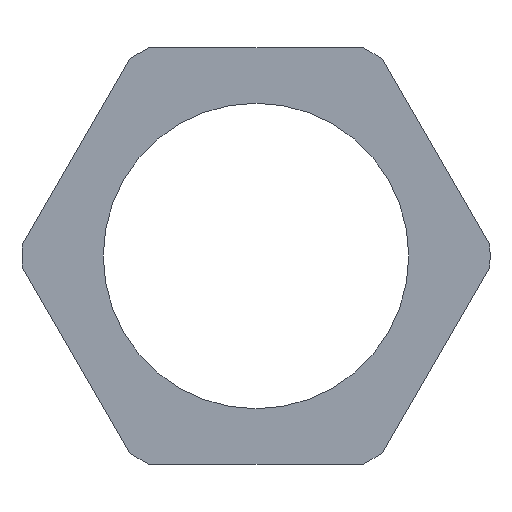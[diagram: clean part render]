
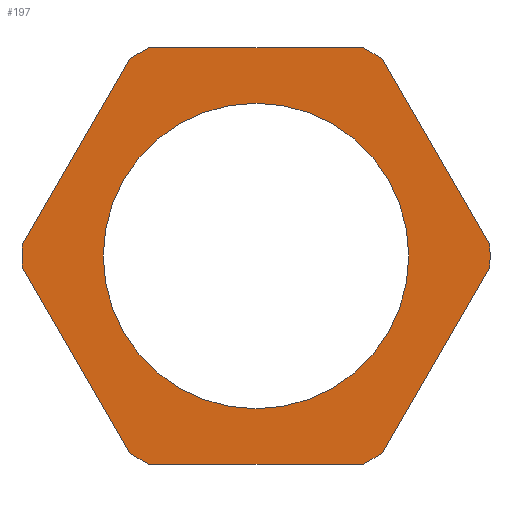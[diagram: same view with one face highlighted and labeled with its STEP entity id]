
A CAD part, front view. The second image highlights one B-rep face of the part: STEP entity #197.
In plain terms, the highlighted planar face has unit normal (0, -1, 0).
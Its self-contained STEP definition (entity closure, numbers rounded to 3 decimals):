
#5 = ORIENTED_EDGE ( 'NONE', *, *, #256, .T. ) ;
#11 = LINE ( 'NONE', #490, #186 ) ;
#15 = CARTESIAN_POINT ( 'NONE',  ( 0., -3.25, 0. ) ) ;
#17 = VERTEX_POINT ( 'NONE', #536 ) ;
#18 = CARTESIAN_POINT ( 'NONE',  ( -8.246, -3.25, 16. ) ) ;
#32 = VERTEX_POINT ( 'NONE', #527 ) ;
#41 = VECTOR ( 'NONE', #510, 1000. ) ;
#44 = EDGE_CURVE ( 'NONE', #514, #443, #255, .T. ) ;
#45 = CARTESIAN_POINT ( 'NONE',  ( 9.238, -3.25, -16. ) ) ;
#52 = EDGE_CURVE ( 'NONE', #17, #552, #361, .T. ) ;
#53 = CARTESIAN_POINT ( 'NONE',  ( 17.98, -3.25, -0.859 ) ) ;
#54 = CARTESIAN_POINT ( 'NONE',  ( 0., -3.25, 0. ) ) ;
#56 = FACE_OUTER_BOUND ( 'NONE', #100, .T. ) ;
#64 = ORIENTED_EDGE ( 'NONE', *, *, #306, .F. ) ;
#75 = VERTEX_POINT ( 'NONE', #388 ) ;
#77 = EDGE_CURVE ( 'NONE', #445, #85, #94, .T. ) ;
#83 = PLANE ( 'NONE',  #101 ) ;
#85 = VERTEX_POINT ( 'NONE', #258 ) ;
#94 = CIRCLE ( 'NONE', #371, 18. ) ;
#100 = EDGE_LOOP ( 'NONE', ( #404, #286, #5, #430, #505, #152, #130, #376, #455, #346, #383, #64 ) ) ;
#101 = AXIS2_PLACEMENT_3D ( 'NONE', #109, #218, #444 ) ;
#109 = CARTESIAN_POINT ( 'NONE',  ( 0., -3.25, 0. ) ) ;
#112 = CARTESIAN_POINT ( 'NONE',  ( -9.238, -3.25, -16. ) ) ;
#113 = VERTEX_POINT ( 'NONE', #53 ) ;
#116 = VECTOR ( 'NONE', #131, 1000. ) ;
#130 = ORIENTED_EDGE ( 'NONE', *, *, #341, .T. ) ;
#131 = DIRECTION ( 'NONE',  ( 0.5, 0., -0.866 ) ) ;
#141 = CIRCLE ( 'NONE', #219, 18. ) ;
#144 = CARTESIAN_POINT ( 'NONE',  ( 9.238, -3.25, 16. ) ) ;
#146 = EDGE_CURVE ( 'NONE', #113, #75, #488, .T. ) ;
#152 = ORIENTED_EDGE ( 'NONE', *, *, #251, .F. ) ;
#153 = DIRECTION ( 'NONE',  ( 0., -1., 0. ) ) ;
#155 = EDGE_CURVE ( 'NONE', #552, #17, #506, .T. ) ;
#160 = LINE ( 'NONE', #45, #198 ) ;
#163 = CARTESIAN_POINT ( 'NONE',  ( 0., -3.25, 0. ) ) ;
#176 = CIRCLE ( 'NONE', #342, 18. ) ;
#177 = AXIS2_PLACEMENT_3D ( 'NONE', #234, #359, #482 ) ;
#186 = VECTOR ( 'NONE', #400, 1000. ) ;
#192 = LINE ( 'NONE', #112, #481 ) ;
#197 = ADVANCED_FACE ( 'NONE', ( #458, #56 ), #83, .F. ) ;
#198 = VECTOR ( 'NONE', #331, 1000. ) ;
#210 = DIRECTION ( 'NONE',  ( -0.5, 0., -0.866 ) ) ;
#218 = DIRECTION ( 'NONE',  ( 0., 1., 0. ) ) ;
#219 = AXIS2_PLACEMENT_3D ( 'NONE', #54, #421, #550 ) ;
#228 = AXIS2_PLACEMENT_3D ( 'NONE', #15, #153, #349 ) ;
#230 = LINE ( 'NONE', #315, #41 ) ;
#234 = CARTESIAN_POINT ( 'NONE',  ( 0., -3.25, 0. ) ) ;
#239 = CIRCLE ( 'NONE', #452, 18. ) ;
#242 = AXIS2_PLACEMENT_3D ( 'NONE', #302, #330, #329 ) ;
#248 = VERTEX_POINT ( 'NONE', #373 ) ;
#249 = VERTEX_POINT ( 'NONE', #513 ) ;
#251 = EDGE_CURVE ( 'NONE', #419, #85, #160, .T. ) ;
#255 = CIRCLE ( 'NONE', #228, 18. ) ;
#256 = EDGE_CURVE ( 'NONE', #32, #248, #141, .T. ) ;
#258 = CARTESIAN_POINT ( 'NONE',  ( -8.246, -3.25, -16. ) ) ;
#276 = CARTESIAN_POINT ( 'NONE',  ( 0., -3.25, 11.75 ) ) ;
#277 = DIRECTION ( 'NONE',  ( -0.5, 0., 0.866 ) ) ;
#278 = CARTESIAN_POINT ( 'NONE',  ( 9.733, -3.25, 15.141 ) ) ;
#286 = ORIENTED_EDGE ( 'NONE', *, *, #442, .F. ) ;
#294 = CARTESIAN_POINT ( 'NONE',  ( 8.246, -3.25, 16. ) ) ;
#301 = DIRECTION ( 'NONE',  ( 0., 0., 1. ) ) ;
#302 = CARTESIAN_POINT ( 'NONE',  ( 0., -3.25, 0. ) ) ;
#306 = EDGE_CURVE ( 'NONE', #480, #443, #11, .T. ) ;
#313 = CIRCLE ( 'NONE', #242, 18. ) ;
#315 = CARTESIAN_POINT ( 'NONE',  ( -18.475, -3.25, 0. ) ) ;
#320 = CARTESIAN_POINT ( 'NONE',  ( -9.733, -3.25, -15.141 ) ) ;
#329 = DIRECTION ( 'NONE',  ( 0., 0., 1. ) ) ;
#330 = DIRECTION ( 'NONE',  ( 0., -1., 0. ) ) ;
#331 = DIRECTION ( 'NONE',  ( -1., 0., 0. ) ) ;
#338 = CARTESIAN_POINT ( 'NONE',  ( 18.475, -3.25, 0. ) ) ;
#341 = EDGE_CURVE ( 'NONE', #419, #75, #239, .T. ) ;
#342 = AXIS2_PLACEMENT_3D ( 'NONE', #437, #439, #523 ) ;
#346 = ORIENTED_EDGE ( 'NONE', *, *, #530, .F. ) ;
#349 = DIRECTION ( 'NONE',  ( 0., 0., 1. ) ) ;
#359 = DIRECTION ( 'NONE',  ( 0., 1., 0. ) ) ;
#361 = CIRCLE ( 'NONE', #385, 11.75 ) ;
#363 = EDGE_CURVE ( 'NONE', #480, #435, #176, .T. ) ;
#368 = CARTESIAN_POINT ( 'NONE',  ( -9.733, -3.25, 15.141 ) ) ;
#371 = AXIS2_PLACEMENT_3D ( 'NONE', #163, #389, #517 ) ;
#373 = CARTESIAN_POINT ( 'NONE',  ( -17.98, -3.25, -0.859 ) ) ;
#375 = ORIENTED_EDGE ( 'NONE', *, *, #155, .T. ) ;
#376 = ORIENTED_EDGE ( 'NONE', *, *, #146, .F. ) ;
#383 = ORIENTED_EDGE ( 'NONE', *, *, #44, .T. ) ;
#385 = AXIS2_PLACEMENT_3D ( 'NONE', #416, #494, #301 ) ;
#388 = CARTESIAN_POINT ( 'NONE',  ( 9.733, -3.25, -15.141 ) ) ;
#389 = DIRECTION ( 'NONE',  ( 0., -1., 0. ) ) ;
#400 = DIRECTION ( 'NONE',  ( 1., 0., 0. ) ) ;
#404 = ORIENTED_EDGE ( 'NONE', *, *, #363, .T. ) ;
#414 = EDGE_CURVE ( 'NONE', #113, #249, #313, .T. ) ;
#416 = CARTESIAN_POINT ( 'NONE',  ( 0., -3.25, 0. ) ) ;
#419 = VERTEX_POINT ( 'NONE', #524 ) ;
#421 = DIRECTION ( 'NONE',  ( 0., -1., 0. ) ) ;
#430 = ORIENTED_EDGE ( 'NONE', *, *, #546, .F. ) ;
#435 = VERTEX_POINT ( 'NONE', #368 ) ;
#437 = CARTESIAN_POINT ( 'NONE',  ( 0., -3.25, 0. ) ) ;
#439 = DIRECTION ( 'NONE',  ( 0., -1., 0. ) ) ;
#442 = EDGE_CURVE ( 'NONE', #32, #435, #230, .T. ) ;
#443 = VERTEX_POINT ( 'NONE', #294 ) ;
#444 = DIRECTION ( 'NONE',  ( 0., 0., 1. ) ) ;
#445 = VERTEX_POINT ( 'NONE', #320 ) ;
#449 = EDGE_LOOP ( 'NONE', ( #375, #457 ) ) ;
#452 = AXIS2_PLACEMENT_3D ( 'NONE', #498, #499, #542 ) ;
#455 = ORIENTED_EDGE ( 'NONE', *, *, #414, .T. ) ;
#457 = ORIENTED_EDGE ( 'NONE', *, *, #52, .T. ) ;
#458 = FACE_BOUND ( 'NONE', #449, .T. ) ;
#476 = VECTOR ( 'NONE', #210, 1000. ) ;
#480 = VERTEX_POINT ( 'NONE', #18 ) ;
#481 = VECTOR ( 'NONE', #277, 1000. ) ;
#482 = DIRECTION ( 'NONE',  ( 0., 0., 1. ) ) ;
#488 = LINE ( 'NONE', #338, #476 ) ;
#490 = CARTESIAN_POINT ( 'NONE',  ( -9.238, -3.25, 16. ) ) ;
#494 = DIRECTION ( 'NONE',  ( 0., 1., 0. ) ) ;
#498 = CARTESIAN_POINT ( 'NONE',  ( 0., -3.25, 0. ) ) ;
#499 = DIRECTION ( 'NONE',  ( 0., -1., 0. ) ) ;
#505 = ORIENTED_EDGE ( 'NONE', *, *, #77, .T. ) ;
#506 = CIRCLE ( 'NONE', #177, 11.75 ) ;
#510 = DIRECTION ( 'NONE',  ( 0.5, 0., 0.866 ) ) ;
#513 = CARTESIAN_POINT ( 'NONE',  ( 17.98, -3.25, 0.859 ) ) ;
#514 = VERTEX_POINT ( 'NONE', #278 ) ;
#517 = DIRECTION ( 'NONE',  ( 0., 0., 1. ) ) ;
#523 = DIRECTION ( 'NONE',  ( 0., 0., 1. ) ) ;
#524 = CARTESIAN_POINT ( 'NONE',  ( 8.246, -3.25, -16. ) ) ;
#527 = CARTESIAN_POINT ( 'NONE',  ( -17.98, -3.25, 0.859 ) ) ;
#530 = EDGE_CURVE ( 'NONE', #514, #249, #549, .T. ) ;
#536 = CARTESIAN_POINT ( 'NONE',  ( 0., -3.25, -11.75 ) ) ;
#542 = DIRECTION ( 'NONE',  ( 0., 0., 1. ) ) ;
#546 = EDGE_CURVE ( 'NONE', #445, #248, #192, .T. ) ;
#549 = LINE ( 'NONE', #144, #116 ) ;
#550 = DIRECTION ( 'NONE',  ( 0., 0., 1. ) ) ;
#552 = VERTEX_POINT ( 'NONE', #276 ) ;
